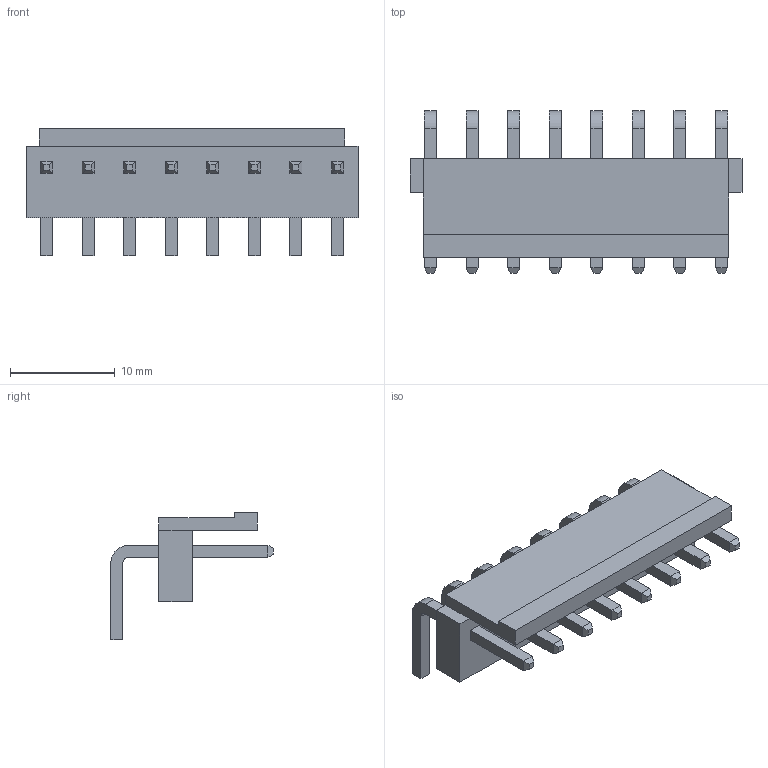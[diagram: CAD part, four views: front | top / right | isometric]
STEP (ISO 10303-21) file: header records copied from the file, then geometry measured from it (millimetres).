
FILE_DESCRIPTION((' '),'2;1');
FILE_NAME( 'B8PS-VH.stp', '2022-09-02T12:09:12', (' '), ('--- Datakit www.datakit.com---'), ' Datakit CrossCadWare V2022.3 Jun 15 2022', 'DATAKIT 2022 (c)', ' ');
FILE_SCHEMA(('AP242_MANAGED_MODEL_BASED_3D_ENGINEERING_MIM_LF { 1 0 10303 442 1 1 4 }'));
Length unit declared in the file: millimetre
Products named in the file (1): B8PS-VH
Bounding box: 31.62 x 15.47 x 12.1 mm (x, y, z)
Volume: 1250.3 mm3; surface area: 1865.8 mm2
Topology: 1 solids, 1 shells, 158 faces, 386 edges, 246 vertices
Faces by surface type: plane 142, cylinder 16
Entity records: 4723 total; most frequent: CARTESIAN_POINT 791, ORIENTED_EDGE 772, DIRECTION 736, EDGE_CURVE 386, VECTOR 354, LINE 354, VERTEX_POINT 246, AXIS2_PLACEMENT_3D 191
